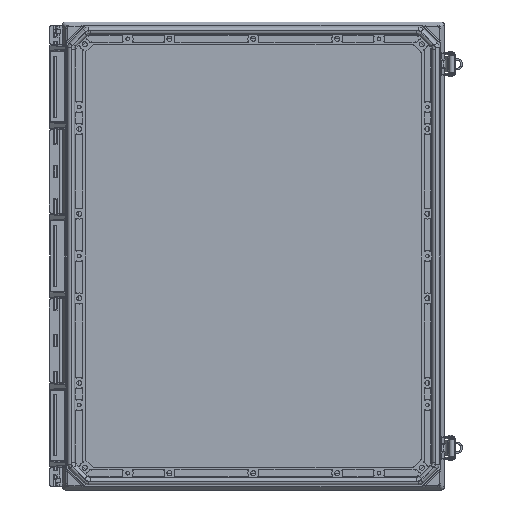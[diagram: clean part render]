
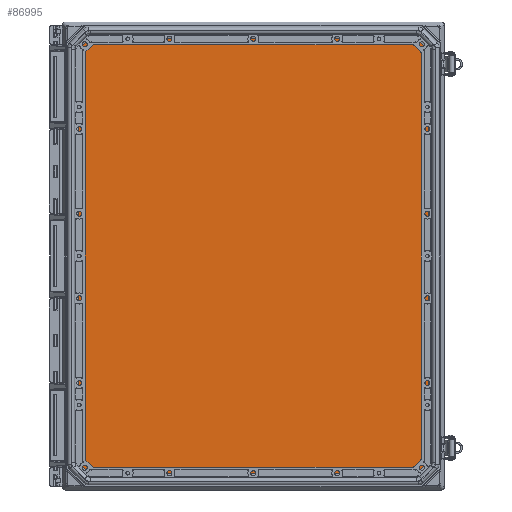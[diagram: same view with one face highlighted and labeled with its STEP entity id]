
A CAD part, front view. The second image highlights one B-rep face of the part: STEP entity #86995.
In plain terms, the highlighted face is planar.
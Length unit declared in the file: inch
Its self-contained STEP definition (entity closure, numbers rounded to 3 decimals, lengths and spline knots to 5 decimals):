
#3408 = EDGE_CURVE ( 'NONE', #199495, #50936, #109332, .T. ) ;
#3632 = ORIENTED_EDGE ( 'NONE', *, *, #189712, .T. ) ;
#3639 = PLANE ( 'NONE',  #111195 ) ;
#7588 = VECTOR ( 'NONE', #211155, 39.37008 ) ;
#10710 = ORIENTED_EDGE ( 'NONE', *, *, #79227, .T. ) ;
#16767 = ORIENTED_EDGE ( 'NONE', *, *, #3408, .T. ) ;
#20189 = CARTESIAN_POINT ( 'NONE',  ( -7.13037, 9.5714, 0.783 ) ) ;
#21684 = DIRECTION ( 'NONE',  ( 1., 0., 0. ) ) ;
#30271 = DIRECTION ( 'NONE',  ( 0., -1., 0. ) ) ;
#33595 = CARTESIAN_POINT ( 'NONE',  ( 7.6814, 9.02037, 0.783 ) ) ;
#39593 = VERTEX_POINT ( 'NONE', #195103 ) ;
#50711 = CARTESIAN_POINT ( 'NONE',  ( -7.18668, -9.54808, 0.783 ) ) ;
#50782 = ORIENTED_EDGE ( 'NONE', *, *, #154029, .T. ) ;
#50936 = VERTEX_POINT ( 'NONE', #82064 ) ;
#57998 = EDGE_CURVE ( 'NONE', #76005, #199495, #62689, .T. ) ;
#62689 = LINE ( 'NONE', #183504, #186603 ) ;
#65834 = VERTEX_POINT ( 'NONE', #92507 ) ;
#72573 = CARTESIAN_POINT ( 'NONE',  ( -0.0005, 17.41978, 0.783 ) ) ;
#76005 = VERTEX_POINT ( 'NONE', #190488 ) ;
#77428 = VECTOR ( 'NONE', #125950, 39.37008 ) ;
#79227 = EDGE_CURVE ( 'NONE', #39593, #110303, #203246, .T. ) ;
#80023 = LINE ( 'NONE', #187234, #113046 ) ;
#81911 = CARTESIAN_POINT ( 'NONE',  ( 7.65808, 9.04369, 0.783 ) ) ;
#82064 = CARTESIAN_POINT ( 'NONE',  ( -7.15369, 9.54808, 0.783 ) ) ;
#86899 = DIRECTION ( 'NONE',  ( -0.707, 0.707, 0. ) ) ;
#86995 = ADVANCED_FACE ( 'NONE', ( #89465 ), #3639, .F. ) ;
#89465 = FACE_OUTER_BOUND ( 'NONE', #155440, .T. ) ;
#92369 = DIRECTION ( 'NONE',  ( 0.707, 0.707, 0. ) ) ;
#92507 = CARTESIAN_POINT ( 'NONE',  ( 7.65808, -9.04369, 0.783 ) ) ;
#97126 = ORIENTED_EDGE ( 'NONE', *, *, #142578, .T. ) ;
#100837 = EDGE_CURVE ( 'NONE', #215437, #65834, #80023, .T. ) ;
#102970 = CARTESIAN_POINT ( 'NONE',  ( 7.15369, 9.54808, 0.783 ) ) ;
#109332 = LINE ( 'NONE', #20189, #128677 ) ;
#110303 = VERTEX_POINT ( 'NONE', #197311 ) ;
#111195 = AXIS2_PLACEMENT_3D ( 'NONE', #72573, #191144, #21684 ) ;
#113046 = VECTOR ( 'NONE', #30271, 39.37008 ) ;
#117451 = LINE ( 'NONE', #186332, #206539 ) ;
#117504 = ORIENTED_EDGE ( 'NONE', *, *, #139850, .T. ) ;
#119571 = DIRECTION ( 'NONE',  ( -1., 0., 0. ) ) ;
#125950 = DIRECTION ( 'NONE',  ( -0.707, -0.707, 0. ) ) ;
#128677 = VECTOR ( 'NONE', #92369, 39.37008 ) ;
#132929 = ORIENTED_EDGE ( 'NONE', *, *, #57998, .T. ) ;
#136124 = CARTESIAN_POINT ( 'NONE',  ( -7.65808, 9.04369, 0.783 ) ) ;
#139850 = EDGE_CURVE ( 'NONE', #65834, #39593, #176779, .T. ) ;
#142578 = EDGE_CURVE ( 'NONE', #50936, #158828, #161302, .T. ) ;
#143943 = CARTESIAN_POINT ( 'NONE',  ( 7.13037, -9.5714, 0.783 ) ) ;
#154029 = EDGE_CURVE ( 'NONE', #158828, #215437, #206444, .T. ) ;
#155440 = EDGE_LOOP ( 'NONE', ( #16767, #97126, #50782, #186261, #117504, #10710, #3632, #132929 ) ) ;
#158828 = VERTEX_POINT ( 'NONE', #102970 ) ;
#160191 = CARTESIAN_POINT ( 'NONE',  ( 7.18668, 9.54808, 0.783 ) ) ;
#161302 = LINE ( 'NONE', #160191, #7588 ) ;
#168771 = DIRECTION ( 'NONE',  ( 0., 1., 0. ) ) ;
#176779 = LINE ( 'NONE', #143943, #77428 ) ;
#183504 = CARTESIAN_POINT ( 'NONE',  ( -7.65808, 9.07668, 0.783 ) ) ;
#186261 = ORIENTED_EDGE ( 'NONE', *, *, #100837, .T. ) ;
#186332 = CARTESIAN_POINT ( 'NONE',  ( -7.6814, -9.02037, 0.783 ) ) ;
#186603 = VECTOR ( 'NONE', #168771, 39.37008 ) ;
#187234 = CARTESIAN_POINT ( 'NONE',  ( 7.65808, -9.07668, 0.783 ) ) ;
#189712 = EDGE_CURVE ( 'NONE', #110303, #76005, #117451, .T. ) ;
#190488 = CARTESIAN_POINT ( 'NONE',  ( -7.65808, -9.04369, 0.783 ) ) ;
#191144 = DIRECTION ( 'NONE',  ( 0., 0., 1. ) ) ;
#195103 = CARTESIAN_POINT ( 'NONE',  ( 7.15369, -9.54808, 0.783 ) ) ;
#197311 = CARTESIAN_POINT ( 'NONE',  ( -7.15369, -9.54808, 0.783 ) ) ;
#199495 = VERTEX_POINT ( 'NONE', #136124 ) ;
#203089 = DIRECTION ( 'NONE',  ( 0.707, -0.707, 0. ) ) ;
#203246 = LINE ( 'NONE', #50711, #223123 ) ;
#206444 = LINE ( 'NONE', #33595, #211608 ) ;
#206539 = VECTOR ( 'NONE', #86899, 39.37008 ) ;
#211155 = DIRECTION ( 'NONE',  ( 1., 0., 0. ) ) ;
#211608 = VECTOR ( 'NONE', #203089, 39.37008 ) ;
#215437 = VERTEX_POINT ( 'NONE', #81911 ) ;
#223123 = VECTOR ( 'NONE', #119571, 39.37008 ) ;
